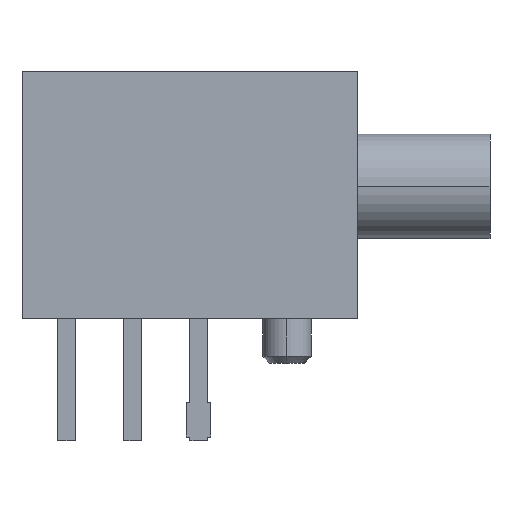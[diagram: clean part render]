
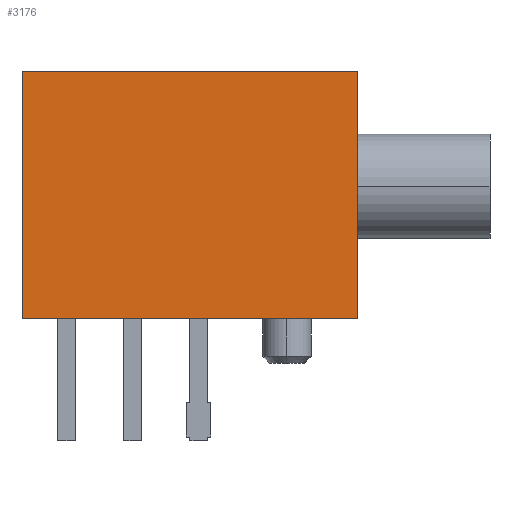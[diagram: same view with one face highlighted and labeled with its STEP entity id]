
A CAD part, top view. The second image highlights one B-rep face of the part: STEP entity #3176.
In plain terms, the highlighted planar face has unit normal (0, 0, 1).
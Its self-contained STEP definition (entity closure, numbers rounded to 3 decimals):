
#3094 = EDGE_CURVE ( 'NONE', #3110, #3095, #14921, .T. ) ;
#3095 = VERTEX_POINT ( 'NONE', #14913 ) ;
#3107 = VERTEX_POINT ( 'NONE', #14948 ) ;
#3109 = EDGE_CURVE ( 'NONE', #3107, #3110, #14947, .T. ) ;
#3110 = VERTEX_POINT ( 'NONE', #14943 ) ;
#3117 = EDGE_CURVE ( 'NONE', #3133, #3095, #14997, .T. ) ;
#3133 = VERTEX_POINT ( 'NONE', #15015 ) ;
#3168 = EDGE_CURVE ( 'NONE', #3107, #3133, #15107, .T. ) ;
#3176 = ADVANCED_FACE ( 'NONE', ( #15131 ), #15173, .F. ) ;
#3177 = EDGE_LOOP ( 'NONE', ( #3233, #3234, #3235, #3236 ) ) ;
#3233 = ORIENTED_EDGE ( 'NONE', *, *, #3109, .F. ) ;
#3234 = ORIENTED_EDGE ( 'NONE', *, *, #3168, .T. ) ;
#3235 = ORIENTED_EDGE ( 'NONE', *, *, #3117, .T. ) ;
#3236 = ORIENTED_EDGE ( 'NONE', *, *, #3094, .F. ) ;
#14913 = CARTESIAN_POINT ( 'NONE',  ( 9.65, 7.11, 0. ) ) ;
#14914 = DIRECTION ( 'NONE',  ( 1., 0., 0. ) ) ;
#14915 = VECTOR ( 'NONE', #14914, 1000. ) ;
#14916 = CARTESIAN_POINT ( 'NONE',  ( 0., 7.11, 0. ) ) ;
#14921 = LINE ( 'NONE', #14916, #14915 ) ;
#14943 = CARTESIAN_POINT ( 'NONE',  ( 0., 7.11, 0. ) ) ;
#14944 = DIRECTION ( 'NONE',  ( 0., 1., 0. ) ) ;
#14945 = VECTOR ( 'NONE', #14944, 1000. ) ;
#14946 = CARTESIAN_POINT ( 'NONE',  ( 0., 0., 0. ) ) ;
#14947 = LINE ( 'NONE', #14946, #14945 ) ;
#14948 = CARTESIAN_POINT ( 'NONE',  ( 0., 0., 0. ) ) ;
#14993 = DIRECTION ( 'NONE',  ( 0., 1., 0. ) ) ;
#14994 = VECTOR ( 'NONE', #14993, 1000. ) ;
#14995 = CARTESIAN_POINT ( 'NONE',  ( 9.65, 0., 0. ) ) ;
#14997 = LINE ( 'NONE', #14995, #14994 ) ;
#15015 = CARTESIAN_POINT ( 'NONE',  ( 9.65, 0., 0. ) ) ;
#15103 = DIRECTION ( 'NONE',  ( 1., 0., 0. ) ) ;
#15104 = VECTOR ( 'NONE', #15103, 1000. ) ;
#15105 = CARTESIAN_POINT ( 'NONE',  ( 0., 0., 0. ) ) ;
#15107 = LINE ( 'NONE', #15105, #15104 ) ;
#15131 = FACE_OUTER_BOUND ( 'NONE', #3177, .T. ) ;
#15169 = DIRECTION ( 'NONE',  ( -1., 0., 0. ) ) ;
#15170 = DIRECTION ( 'NONE',  ( 0., 0., -1. ) ) ;
#15171 = CARTESIAN_POINT ( 'NONE',  ( 0., 7.11, 0. ) ) ;
#15172 = AXIS2_PLACEMENT_3D ( 'NONE', #15171, #15170, #15169 ) ;
#15173 = PLANE ( 'NONE',  #15172 ) ;
